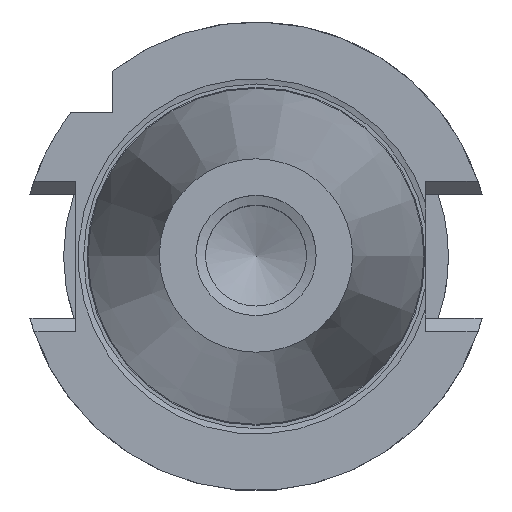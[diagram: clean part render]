
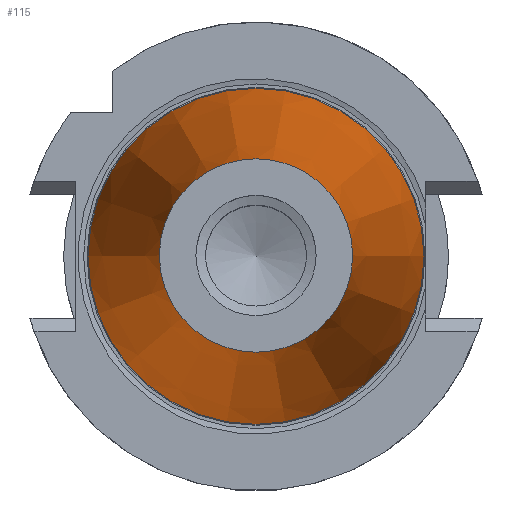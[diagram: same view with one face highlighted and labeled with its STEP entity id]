
A CAD part, top view. The second image highlights one B-rep face of the part: STEP entity #115.
In plain terms, the highlighted conical face has half-angle 8.298 degrees and reference radius 20.107 mm.
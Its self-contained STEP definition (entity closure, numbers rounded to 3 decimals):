
#54=CONICAL_SURFACE('',#979,20.107,8.298);
#88=FACE_BOUND('',#240,.T.);
#89=FACE_BOUND('',#241,.T.);
#115=ADVANCED_FACE('',(#88,#89),#54,.T.);
#240=EDGE_LOOP('',(#359));
#241=EDGE_LOOP('',(#360));
#306=CIRCLE('',#973,34.925);
#308=CIRCLE('',#977,20.107);
#359=ORIENTED_EDGE('',*,*,#699,.T.);
#360=ORIENTED_EDGE('',*,*,#697,.F.);
#608=VERTEX_POINT('',#1374);
#610=VERTEX_POINT('',#1380);
#697=EDGE_CURVE('',#608,#608,#306,.T.);
#699=EDGE_CURVE('',#610,#610,#308,.T.);
#973=AXIS2_PLACEMENT_3D('',#1373,#1096,#1097);
#977=AXIS2_PLACEMENT_3D('',#1379,#1104,#1105);
#979=AXIS2_PLACEMENT_3D('',#1382,#1108,#1109);
#1096=DIRECTION('',(0.,0.,-1.));
#1097=DIRECTION('',(-1.,0.,0.));
#1104=DIRECTION('',(0.,0.,-1.));
#1105=DIRECTION('',(-1.,0.,0.));
#1108=DIRECTION('',(0.,0.,-1.));
#1109=DIRECTION('',(-1.,0.,0.));
#1373=CARTESIAN_POINT('',(0.,0.,0.));
#1374=CARTESIAN_POINT('',(-34.925,0.,0.));
#1379=CARTESIAN_POINT('',(0.,0.,101.6));
#1380=CARTESIAN_POINT('',(-20.107,0.,101.6));
#1382=CARTESIAN_POINT('',(0.,0.,101.6));
